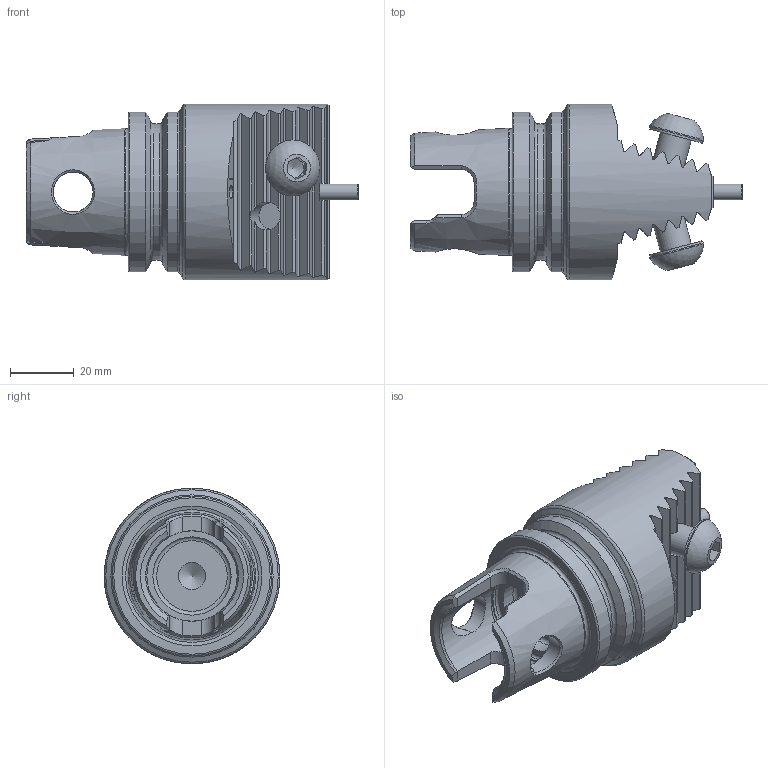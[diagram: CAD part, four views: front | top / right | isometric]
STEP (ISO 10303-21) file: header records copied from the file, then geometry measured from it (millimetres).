
FILE_DESCRIPTION (( 'STEP AP214' ), '1' );
FILE_NAME ('KM5.Z55.K23.100.STEP', '2020-08-14T11:17:45', ( '' ), ( '' ), 'SwSTEP 2.0', 'SolidWorks 2017', '' );
FILE_SCHEMA (( 'AUTOMOTIVE_DESIGN' ));
Length unit declared in the file: millimetre
Products named in the file (6): Z55-ER1.003.025_A_gespannt; Z55-ER1.001.025; Z55-ER1.002.025_A; KM5-Z55.K23.100_C; KM5.Z55.K23.100; Z42-ER2.001.019_A
Assembly tree (6 placements, depth 3):
  KM5.Z55.K23.100
    KM5-Z55.K23.100_C
    Z55-ER1.001.025  x2
      Z55-ER1.002.025_A
      Z55-ER1.003.025_A_gespannt
    Z42-ER2.001.019_A
Bounding box: 103.95 x 55 x 55 mm (x, y, z)
Volume: 116474.1 mm3; surface area: 27793.7 mm2
Topology: 6 solids, 6 shells, 304 faces, 799 edges, 509 vertices
Faces by surface type: plane 168, cylinder 72, cone 35, bspline 14, torus 13, sphere 2
Full cylindrical faces by diameter (mm): 2.9 x1, 3 x1, 3.3 x1, 4 x1, 4.2 x6, 5 x1, 8.5 x3, 10 x2, 10.5 x2, 11 x2, 12.5 x2, 17 x2, 17.5 x2, 24.5 x1, 28.275 x1, 30 x1, 42.6 x1, 50 x2, 55 x1
Entity records: 10913 total; most frequent: CARTESIAN_POINT 4485, ORIENTED_EDGE 1312, DIRECTION 1006, EDGE_CURVE 656, VERTEX_POINT 451, AXIS2_PLACEMENT_3D 397, EDGE_LOOP 359, FACE_OUTER_BOUND 323
